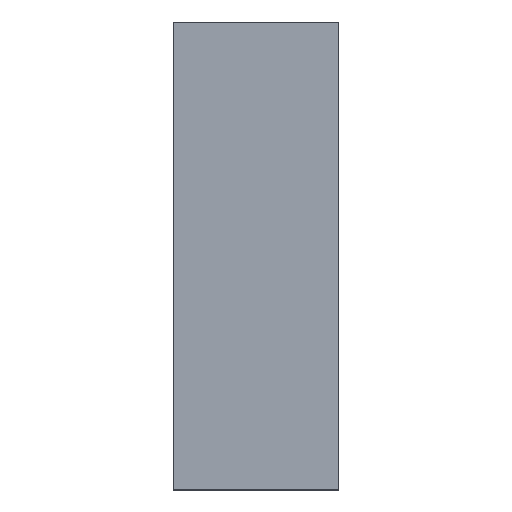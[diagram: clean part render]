
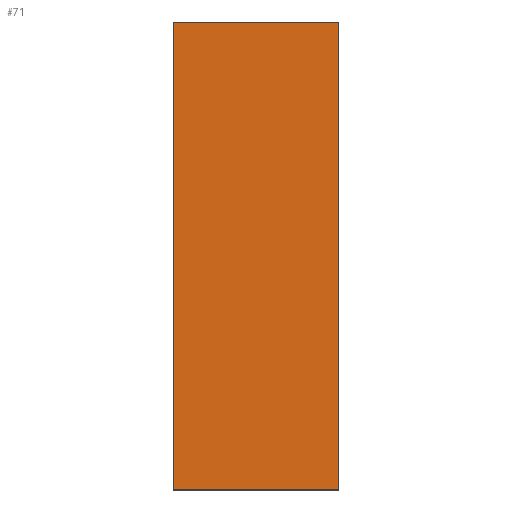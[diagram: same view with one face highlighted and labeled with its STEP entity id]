
A CAD part, left-side view. The second image highlights one B-rep face of the part: STEP entity #71.
In plain terms, the highlighted planar face has unit normal (-1, 0, 0).
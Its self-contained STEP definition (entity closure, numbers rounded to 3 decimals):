
#71=ADVANCED_FACE('',(#173),#125,.F.);
#125=PLANE('',#1146);
#173=FACE_OUTER_BOUND('',#231,.T.);
#231=EDGE_LOOP('',(#406,#407,#408,#409));
#406=ORIENTED_EDGE('',*,*,#780,.T.);
#407=ORIENTED_EDGE('',*,*,#804,.F.);
#408=ORIENTED_EDGE('',*,*,#739,.F.);
#409=ORIENTED_EDGE('',*,*,#805,.T.);
#631=VERTEX_POINT('',#1563);
#632=VERTEX_POINT('',#1565);
#669=VERTEX_POINT('',#1643);
#670=VERTEX_POINT('',#1645);
#739=EDGE_CURVE('',#631,#632,#887,.T.);
#780=EDGE_CURVE('',#670,#669,#924,.T.);
#804=EDGE_CURVE('',#632,#669,#948,.T.);
#805=EDGE_CURVE('',#631,#670,#949,.T.);
#887=LINE('',#1564,#1031);
#924=LINE('',#1644,#1068);
#948=LINE('',#1689,#1092);
#949=LINE('',#1690,#1093);
#1031=VECTOR('',#1258,1.);
#1068=VECTOR('',#1305,1.);
#1092=VECTOR('',#1331,1.);
#1093=VECTOR('',#1332,1.);
#1146=AXIS2_PLACEMENT_3D('',#1691,#1333,#1334);
#1258=DIRECTION('',(0.,0.,1.));
#1305=DIRECTION('',(0.,0.,1.));
#1331=DIRECTION('',(0.,-1.,0.));
#1332=DIRECTION('',(0.,-1.,0.));
#1333=DIRECTION('',(1.,0.,0.));
#1334=DIRECTION('',(0.,0.,-1.));
#1563=CARTESIAN_POINT('',(-70.,6.,0.));
#1564=CARTESIAN_POINT('',(-70.,6.,0.));
#1565=CARTESIAN_POINT('',(-70.,6.,17.));
#1643=CARTESIAN_POINT('',(-70.,0.,17.));
#1644=CARTESIAN_POINT('',(-70.,0.,0.));
#1645=CARTESIAN_POINT('',(-70.,0.,0.));
#1689=CARTESIAN_POINT('',(-70.,6.,17.));
#1690=CARTESIAN_POINT('',(-70.,6.,0.));
#1691=CARTESIAN_POINT('',(-70.,6.,0.));
